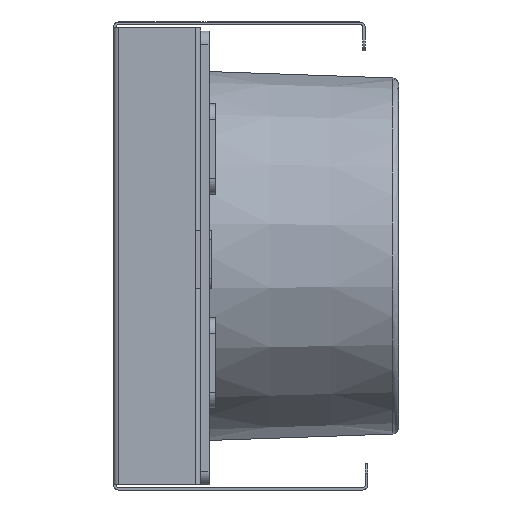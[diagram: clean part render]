
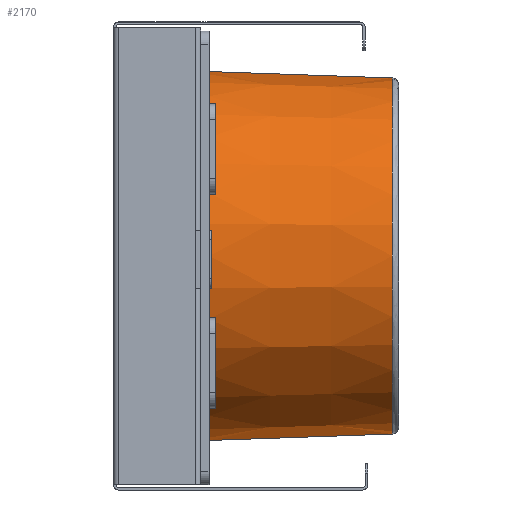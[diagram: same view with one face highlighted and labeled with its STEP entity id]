
A CAD part, left-side view. The second image highlights one B-rep face of the part: STEP entity #2170.
In plain terms, the highlighted conical face has half-angle 2 degrees and reference radius 56.913 mm.
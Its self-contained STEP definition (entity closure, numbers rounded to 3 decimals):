
#17 = VERTEX_POINT ( 'NONE', #1214 ) ;
#20 = VERTEX_POINT ( 'NONE', #1207 ) ;
#22 = EDGE_CURVE ( 'NONE', #20, #17, #1206, .T. ) ;
#65 = EDGE_CURVE ( 'NONE', #20, #79, #1325, .T. ) ;
#79 = VERTEX_POINT ( 'NONE', #1373 ) ;
#86 = VERTEX_POINT ( 'NONE', #1368 ) ;
#90 = EDGE_CURVE ( 'NONE', #17, #86, #1420, .T. ) ;
#1202 = DIRECTION ( 'NONE',  ( 0., 0., 1. ) ) ;
#1203 = DIRECTION ( 'NONE',  ( 0., 1., 0. ) ) ;
#1204 = CARTESIAN_POINT ( 'NONE',  ( 0., -56.57, 0. ) ) ;
#1205 = AXIS2_PLACEMENT_3D ( 'NONE', #1204, #1203, #1202 ) ;
#1206 = CIRCLE ( 'NONE', #1205, 54.937 ) ;
#1207 = CARTESIAN_POINT ( 'NONE',  ( 0., -56.57, -54.937 ) ) ;
#1214 = CARTESIAN_POINT ( 'NONE',  ( 0., -56.57, 54.937 ) ) ;
#1322 = DIRECTION ( 'NONE',  ( 0., 0.999, -0.035 ) ) ;
#1323 = VECTOR ( 'NONE', #1322, 1000. ) ;
#1324 = CARTESIAN_POINT ( 'NONE',  ( 0., 0., -56.913 ) ) ;
#1325 = LINE ( 'NONE', #1324, #1323 ) ;
#1368 = CARTESIAN_POINT ( 'NONE',  ( 0., 0., 56.913 ) ) ;
#1373 = CARTESIAN_POINT ( 'NONE',  ( 0., 0., -56.913 ) ) ;
#1417 = DIRECTION ( 'NONE',  ( 0., 0.999, 0.035 ) ) ;
#1418 = VECTOR ( 'NONE', #1417, 1000. ) ;
#1419 = CARTESIAN_POINT ( 'NONE',  ( 0., 0., 56.913 ) ) ;
#1420 = LINE ( 'NONE', #1419, #1418 ) ;
#1970 = EDGE_LOOP ( 'NONE', ( #1971, #1972, #2000, #2001 ) ) ;
#1971 = ORIENTED_EDGE ( 'NONE', *, *, #65, .F. ) ;
#1972 = ORIENTED_EDGE ( 'NONE', *, *, #22, .T. ) ;
#2000 = ORIENTED_EDGE ( 'NONE', *, *, #90, .T. ) ;
#2001 = ORIENTED_EDGE ( 'NONE', *, *, #2002, .F. ) ;
#2002 = EDGE_CURVE ( 'NONE', #79, #86, #4632, .T. ) ;
#2170 = ADVANCED_FACE ( 'NONE', ( #4880 ), #4879, .T. ) ;
#4628 = DIRECTION ( 'NONE',  ( 0., 0., 1. ) ) ;
#4629 = DIRECTION ( 'NONE',  ( 0., 1., 0. ) ) ;
#4630 = CARTESIAN_POINT ( 'NONE',  ( 0., 0., 0. ) ) ;
#4631 = AXIS2_PLACEMENT_3D ( 'NONE', #4630, #4629, #4628 ) ;
#4632 = CIRCLE ( 'NONE', #4631, 56.913 ) ;
#4879 = CONICAL_SURFACE ( 'NONE', #4939, 56.913, 0.035 ) ;
#4880 = FACE_OUTER_BOUND ( 'NONE', #1970, .T. ) ;
#4936 = DIRECTION ( 'NONE',  ( 0., 0., 1. ) ) ;
#4937 = DIRECTION ( 'NONE',  ( 0., 1., 0. ) ) ;
#4938 = CARTESIAN_POINT ( 'NONE',  ( 0., 0., 0. ) ) ;
#4939 = AXIS2_PLACEMENT_3D ( 'NONE', #4938, #4937, #4936 ) ;
